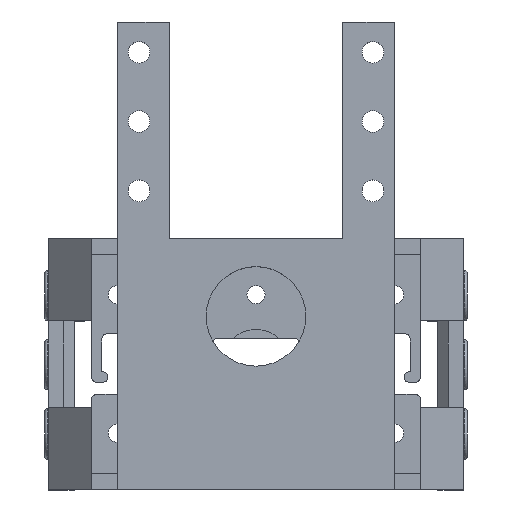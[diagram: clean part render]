
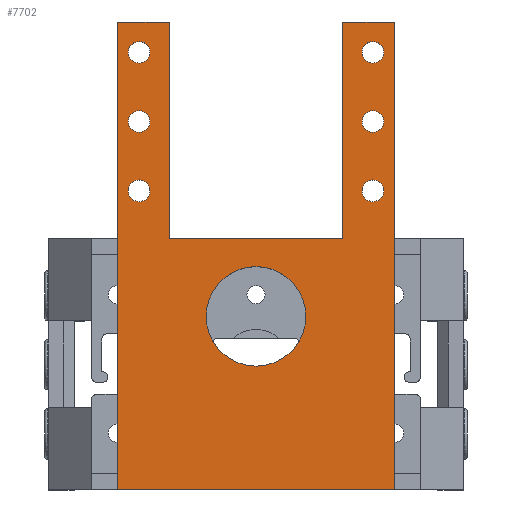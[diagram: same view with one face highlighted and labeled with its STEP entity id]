
A CAD part, top view. The second image highlights one B-rep face of the part: STEP entity #7702.
In plain terms, the highlighted planar face has unit normal (0, 0, 1).
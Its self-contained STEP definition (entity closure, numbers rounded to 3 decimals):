
#210=FACE_BOUND('',#1077,.T.);
#211=FACE_BOUND('',#1078,.T.);
#212=FACE_BOUND('',#1079,.T.);
#213=FACE_BOUND('',#1080,.T.);
#214=FACE_BOUND('',#1081,.T.);
#215=FACE_BOUND('',#1082,.T.);
#216=FACE_BOUND('',#1083,.T.);
#608=FACE_OUTER_BOUND('',#1076,.T.);
#1076=EDGE_LOOP('',(#6999,#7000,#7001,#7002,#7003,#7004,#7005,#7006));
#1077=EDGE_LOOP('',(#7007));
#1078=EDGE_LOOP('',(#7008));
#1079=EDGE_LOOP('',(#7009));
#1080=EDGE_LOOP('',(#7010));
#1081=EDGE_LOOP('',(#7011));
#1082=EDGE_LOOP('',(#7012));
#1083=EDGE_LOOP('',(#7013));
#1269=CIRCLE('',#8280,5.75);
#1271=CIRCLE('',#8283,1.25);
#1273=CIRCLE('',#8286,1.25);
#1275=CIRCLE('',#8289,1.25);
#1277=CIRCLE('',#8292,1.25);
#1279=CIRCLE('',#8295,1.25);
#1281=CIRCLE('',#8298,1.25);
#2143=LINE('',#12623,#3025);
#2146=LINE('',#12629,#3028);
#2149=LINE('',#12635,#3031);
#2152=LINE('',#12641,#3034);
#2155=LINE('',#12647,#3037);
#2158=LINE('',#12653,#3040);
#2161=LINE('',#12659,#3043);
#2164=LINE('',#12663,#3046);
#3025=VECTOR('',#10324,10.);
#3028=VECTOR('',#10329,10.);
#3031=VECTOR('',#10334,10.);
#3034=VECTOR('',#10339,10.);
#3037=VECTOR('',#10344,10.);
#3040=VECTOR('',#10349,10.);
#3043=VECTOR('',#10354,10.);
#3046=VECTOR('',#10359,10.);
#3738=VERTEX_POINT('',#12575);
#3740=VERTEX_POINT('',#12581);
#3742=VERTEX_POINT('',#12587);
#3744=VERTEX_POINT('',#12593);
#3746=VERTEX_POINT('',#12599);
#3748=VERTEX_POINT('',#12605);
#3750=VERTEX_POINT('',#12611);
#3754=VERTEX_POINT('',#12620);
#3755=VERTEX_POINT('',#12622);
#3757=VERTEX_POINT('',#12628);
#3759=VERTEX_POINT('',#12634);
#3761=VERTEX_POINT('',#12640);
#3763=VERTEX_POINT('',#12646);
#3765=VERTEX_POINT('',#12652);
#3767=VERTEX_POINT('',#12658);
#4810=EDGE_CURVE('',#3738,#3738,#1269,.T.);
#4813=EDGE_CURVE('',#3740,#3740,#1271,.T.);
#4816=EDGE_CURVE('',#3742,#3742,#1273,.T.);
#4819=EDGE_CURVE('',#3744,#3744,#1275,.T.);
#4822=EDGE_CURVE('',#3746,#3746,#1277,.T.);
#4825=EDGE_CURVE('',#3748,#3748,#1279,.T.);
#4828=EDGE_CURVE('',#3750,#3750,#1281,.T.);
#4833=EDGE_CURVE('',#3755,#3754,#2143,.T.);
#4836=EDGE_CURVE('',#3757,#3755,#2146,.T.);
#4839=EDGE_CURVE('',#3759,#3757,#2149,.T.);
#4842=EDGE_CURVE('',#3761,#3759,#2152,.T.);
#4845=EDGE_CURVE('',#3763,#3761,#2155,.T.);
#4848=EDGE_CURVE('',#3765,#3763,#2158,.T.);
#4851=EDGE_CURVE('',#3767,#3765,#2161,.T.);
#4854=EDGE_CURVE('',#3754,#3767,#2164,.T.);
#6999=ORIENTED_EDGE('',*,*,#4854,.T.);
#7000=ORIENTED_EDGE('',*,*,#4851,.T.);
#7001=ORIENTED_EDGE('',*,*,#4848,.T.);
#7002=ORIENTED_EDGE('',*,*,#4845,.T.);
#7003=ORIENTED_EDGE('',*,*,#4842,.T.);
#7004=ORIENTED_EDGE('',*,*,#4839,.T.);
#7005=ORIENTED_EDGE('',*,*,#4836,.T.);
#7006=ORIENTED_EDGE('',*,*,#4833,.T.);
#7007=ORIENTED_EDGE('',*,*,#4810,.T.);
#7008=ORIENTED_EDGE('',*,*,#4828,.T.);
#7009=ORIENTED_EDGE('',*,*,#4825,.T.);
#7010=ORIENTED_EDGE('',*,*,#4822,.T.);
#7011=ORIENTED_EDGE('',*,*,#4819,.T.);
#7012=ORIENTED_EDGE('',*,*,#4816,.T.);
#7013=ORIENTED_EDGE('',*,*,#4813,.T.);
#7316=PLANE('',#8308);
#7702=ADVANCED_FACE('',(#608,#210,#211,#212,#213,#214,#215,#216),#7316,
 .T.);
#8280=AXIS2_PLACEMENT_3D('',#12576,#10273,#10274);
#8283=AXIS2_PLACEMENT_3D('',#12582,#10280,#10281);
#8286=AXIS2_PLACEMENT_3D('',#12588,#10287,#10288);
#8289=AXIS2_PLACEMENT_3D('',#12594,#10294,#10295);
#8292=AXIS2_PLACEMENT_3D('',#12600,#10301,#10302);
#8295=AXIS2_PLACEMENT_3D('',#12606,#10308,#10309);
#8298=AXIS2_PLACEMENT_3D('',#12612,#10315,#10316);
#8308=AXIS2_PLACEMENT_3D('',#12664,#10360,#10361);
#10273=DIRECTION('center_axis',(0.,0.,
-1.));
#10274=DIRECTION('ref_axis',(-0.581,0.814,0.));
#10280=DIRECTION('center_axis',(0.,0.,
-1.));
#10281=DIRECTION('ref_axis',(0.581,-0.814,0.));
#10287=DIRECTION('center_axis',(0.,0.,
-1.));
#10288=DIRECTION('ref_axis',(0.581,-0.814,0.));
#10294=DIRECTION('center_axis',(0.,0.,
-1.));
#10295=DIRECTION('ref_axis',(0.581,-0.814,0.));
#10301=DIRECTION('center_axis',(0.,0.,-1.));
#10302=DIRECTION('ref_axis',(0.581,-0.814,0.));
#10308=DIRECTION('center_axis',(0.,0.,-1.));
#10309=DIRECTION('ref_axis',(0.581,-0.814,0.));
#10315=DIRECTION('center_axis',(0.,0.,
-1.));
#10316=DIRECTION('ref_axis',(0.581,-0.814,0.));
#10324=DIRECTION('',(0.,1.,0.));
#10329=DIRECTION('',(1.,0.,0.));
#10334=DIRECTION('',(0.,-1.,0.));
#10339=DIRECTION('',(-1.,0.,0.));
#10344=DIRECTION('',(0.,1.,0.));
#10349=DIRECTION('',(-1.,0.,0.));
#10354=DIRECTION('',(0.,-1.,0.));
#10359=DIRECTION('',(-1.,0.,0.));
#10360=DIRECTION('center_axis',(0.,0.,1.));
#10361=DIRECTION('ref_axis',(1.,0.,0.));
#12575=CARTESIAN_POINT('',(-12.323,0.575,36.653));
#12576=CARTESIAN_POINT('Origin',(-12.323,6.325,36.653));
#12581=CARTESIAN_POINT('',(1.177,38.075,36.653));
#12582=CARTESIAN_POINT('Origin',(1.177,36.825,36.653));
#12587=CARTESIAN_POINT('',(1.177,30.075,36.653));
#12588=CARTESIAN_POINT('Origin',(1.177,28.825,36.653));
#12593=CARTESIAN_POINT('',(1.177,22.075,36.653));
#12594=CARTESIAN_POINT('Origin',(1.177,20.825,36.653));
#12599=CARTESIAN_POINT('',(-25.823,38.075,36.653));
#12600=CARTESIAN_POINT('Origin',(-25.823,36.825,36.653));
#12605=CARTESIAN_POINT('',(-25.823,30.075,36.653));
#12606=CARTESIAN_POINT('Origin',(-25.823,28.825,36.653));
#12611=CARTESIAN_POINT('',(-25.823,22.075,36.653));
#12612=CARTESIAN_POINT('Origin',(-25.823,20.825,36.653));
#12620=CARTESIAN_POINT('',(3.677,40.325,36.653));
#12622=CARTESIAN_POINT('',(3.677,-13.675,36.653));
#12623=CARTESIAN_POINT('',(3.677,-13.675,36.653));
#12628=CARTESIAN_POINT('',(-28.323,-13.675,36.653));
#12629=CARTESIAN_POINT('',(-28.323,-13.675,36.653));
#12634=CARTESIAN_POINT('',(-28.323,40.325,36.653));
#12635=CARTESIAN_POINT('',(-28.323,40.325,36.653));
#12640=CARTESIAN_POINT('',(-22.323,40.325,36.653));
#12641=CARTESIAN_POINT('',(-22.323,40.325,36.653));
#12646=CARTESIAN_POINT('',(-22.323,15.325,36.653));
#12647=CARTESIAN_POINT('',(-22.323,15.325,36.653));
#12652=CARTESIAN_POINT('',(-2.323,15.325,36.653));
#12653=CARTESIAN_POINT('',(-2.323,15.325,36.653));
#12658=CARTESIAN_POINT('',(-2.323,40.325,36.653));
#12659=CARTESIAN_POINT('',(-2.323,40.325,36.653));
#12663=CARTESIAN_POINT('',(3.677,40.325,36.653));
#12664=CARTESIAN_POINT('Origin',(-28.324,13.325,36.653));
